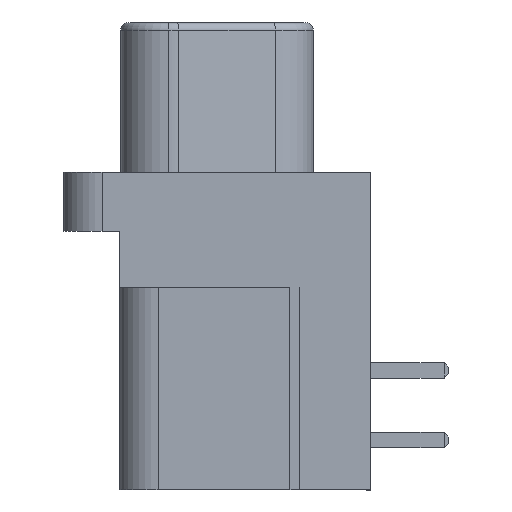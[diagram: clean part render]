
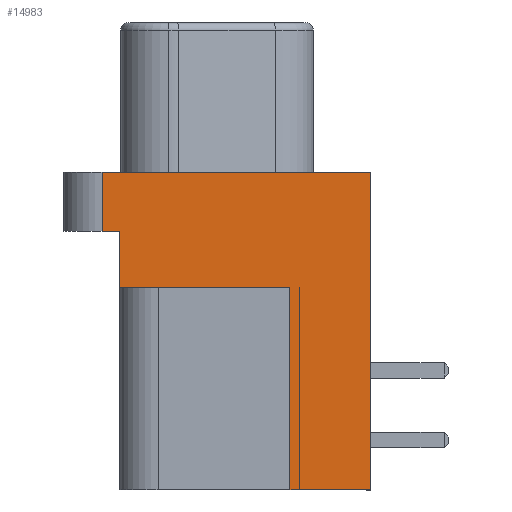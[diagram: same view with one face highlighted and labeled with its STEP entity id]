
A CAD part, left-side view. The second image highlights one B-rep face of the part: STEP entity #14983.
In plain terms, the highlighted planar face has unit normal (-1, 0, 0).
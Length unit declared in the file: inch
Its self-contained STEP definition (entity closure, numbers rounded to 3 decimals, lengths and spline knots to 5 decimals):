
#88 = ORIENTED_EDGE ( 'NONE', *, *, #15927, .F. ) ;
#189 = CARTESIAN_POINT ( 'NONE',  ( 0., 0.13, -0.185 ) ) ;
#687 = VERTEX_POINT ( 'NONE', #12600 ) ;
#725 = CARTESIAN_POINT ( 'NONE',  ( 0., 0.4315, 0. ) ) ;
#947 = EDGE_CURVE ( 'NONE', #687, #12818, #12897, .T. ) ;
#1370 = ORIENTED_EDGE ( 'NONE', *, *, #947, .F. ) ;
#2277 = LINE ( 'NONE', #2278, #2279 ) ;
#2278 = CARTESIAN_POINT ( 'NONE',  ( 0., 0.404, -0.185 ) ) ;
#2279 = VECTOR ( 'NONE', #2280, 39.37008 ) ;
#2280 = DIRECTION ( 'NONE',  ( 0., 1., 0. ) ) ;
#2875 = CARTESIAN_POINT ( 'NONE',  ( 0., 0.114, -0.185 ) ) ;
#3741 = VERTEX_POINT ( 'NONE', #14754 ) ;
#5086 = LINE ( 'NONE', #5090, #5091 ) ;
#5090 = CARTESIAN_POINT ( 'NONE',  ( 0., 0., -0.51 ) ) ;
#5091 = VECTOR ( 'NONE', #5092, 39.37008 ) ;
#5092 = DIRECTION ( 'NONE',  ( 0., 0., 1. ) ) ;
#5339 = VERTEX_POINT ( 'NONE', #15682 ) ;
#5601 = EDGE_CURVE ( 'NONE', #6609, #5339, #15873, .T. ) ;
#5712 = CARTESIAN_POINT ( 'NONE',  ( 0., 0., -0.51 ) ) ;
#5853 = VERTEX_POINT ( 'NONE', #15988 ) ;
#5859 = LINE ( 'NONE', #5860, #5861 ) ;
#5860 = CARTESIAN_POINT ( 'NONE',  ( 0., 0.494, -0.51 ) ) ;
#5861 = VECTOR ( 'NONE', #5862, 39.37008 ) ;
#5862 = DIRECTION ( 'NONE',  ( 0., -1., 0. ) ) ;
#6097 = EDGE_CURVE ( 'NONE', #7350, #5853, #16100, .T. ) ;
#6508 = CARTESIAN_POINT ( 'NONE',  ( 0., 0.114, -0.51 ) ) ;
#6601 = LINE ( 'NONE', #6602, #6603 ) ;
#6602 = CARTESIAN_POINT ( 'NONE',  ( 0., 0.114, -0.185 ) ) ;
#6603 = VECTOR ( 'NONE', #6604, 39.37008 ) ;
#6604 = DIRECTION ( 'NONE',  ( 0., 0., -1. ) ) ;
#6609 = VERTEX_POINT ( 'NONE', #189 ) ;
#6686 = LINE ( 'NONE', #6687, #6688 ) ;
#6687 = CARTESIAN_POINT ( 'NONE',  ( 0., 0.115, -0.76844 ) ) ;
#6688 = VECTOR ( 'NONE', #6689, 39.37008 ) ;
#6689 = DIRECTION ( 'NONE',  ( 0., 0., 1. ) ) ;
#7350 = VERTEX_POINT ( 'NONE', #725 ) ;
#7597 = CARTESIAN_POINT ( 'NONE',  ( 0., 0.115, -0.51 ) ) ;
#7697 = CARTESIAN_POINT ( 'NONE',  ( 0., 0.4315, -0.095 ) ) ;
#7783 = LINE ( 'NONE', #7784, #7785 ) ;
#7784 = CARTESIAN_POINT ( 'NONE',  ( 0., 0.13, -0.51 ) ) ;
#7785 = VECTOR ( 'NONE', #7786, 39.37008 ) ;
#7786 = DIRECTION ( 'NONE',  ( 0., -1., 0. ) ) ;
#7831 = LINE ( 'NONE', #7832, #7833 ) ;
#7832 = CARTESIAN_POINT ( 'NONE',  ( 0., 0.4315, -0.51 ) ) ;
#7833 = VECTOR ( 'NONE', #7834, 39.37008 ) ;
#7834 = DIRECTION ( 'NONE',  ( 0., 0., -1. ) ) ;
#8446 = CARTESIAN_POINT ( 'NONE',  ( 0., 0.13, -0.51 ) ) ;
#8585 = LINE ( 'NONE', #8586, #8587 ) ;
#8586 = CARTESIAN_POINT ( 'NONE',  ( 0., 0.13, -0.76844 ) ) ;
#8587 = VECTOR ( 'NONE', #8588, 39.37008 ) ;
#8588 = DIRECTION ( 'NONE',  ( 0., 0., 1. ) ) ;
#9088 = FACE_OUTER_BOUND ( 'NONE', #14695, .T. ) ;
#9093 = PLANE ( 'NONE',  #9094 ) ;
#9094 = AXIS2_PLACEMENT_3D ( 'NONE', #9095, #9096, #9097 ) ;
#9095 = CARTESIAN_POINT ( 'NONE',  ( 0., 0.494, -0.51 ) ) ;
#9096 = DIRECTION ( 'NONE',  ( -1., 0., 0. ) ) ;
#9097 = DIRECTION ( 'NONE',  ( 0., -1., 0. ) ) ;
#9846 = EDGE_CURVE ( 'NONE', #10488, #3741, #2277, .T. ) ;
#10052 = LINE ( 'NONE', #10053, #10054 ) ;
#10053 = CARTESIAN_POINT ( 'NONE',  ( 0., 0.404, -0.51 ) ) ;
#10054 = VECTOR ( 'NONE', #10055, 39.37008 ) ;
#10055 = DIRECTION ( 'NONE',  ( 0., 0., 1. ) ) ;
#10488 = VERTEX_POINT ( 'NONE', #2875 ) ;
#11347 = EDGE_CURVE ( 'NONE', #11580, #5853, #5086, .T. ) ;
#11448 = ORIENTED_EDGE ( 'NONE', *, *, #11347, .T. ) ;
#11580 = VERTEX_POINT ( 'NONE', #5712 ) ;
#11649 = EDGE_CURVE ( 'NONE', #11905, #11580, #5859, .T. ) ;
#11755 = ORIENTED_EDGE ( 'NONE', *, *, #11649, .T. ) ;
#11905 = VERTEX_POINT ( 'NONE', #6508 ) ;
#11954 = EDGE_CURVE ( 'NONE', #10488, #11905, #6601, .T. ) ;
#11979 = EDGE_CURVE ( 'NONE', #12771, #3741, #6686, .T. ) ;
#12061 = ORIENTED_EDGE ( 'NONE', *, *, #11954, .T. ) ;
#12092 = ORIENTED_EDGE ( 'NONE', *, *, #11979, .T. ) ;
#12405 = ORIENTED_EDGE ( 'NONE', *, *, #9846, .F. ) ;
#12600 = CARTESIAN_POINT ( 'NONE',  ( 0., 0.404, -0.095 ) ) ;
#12771 = VERTEX_POINT ( 'NONE', #7597 ) ;
#12818 = VERTEX_POINT ( 'NONE', #7697 ) ;
#12897 = LINE ( 'NONE', #12898, #12899 ) ;
#12898 = CARTESIAN_POINT ( 'NONE',  ( 0., 0.494, -0.095 ) ) ;
#12899 = VECTOR ( 'NONE', #12900, 39.37008 ) ;
#12900 = DIRECTION ( 'NONE',  ( 0., 1., 0. ) ) ;
#13036 = EDGE_CURVE ( 'NONE', #14061, #12771, #7783, .T. ) ;
#13078 = EDGE_CURVE ( 'NONE', #7350, #12818, #7831, .T. ) ;
#13475 = ORIENTED_EDGE ( 'NONE', *, *, #13036, .T. ) ;
#13522 = ORIENTED_EDGE ( 'NONE', *, *, #13078, .T. ) ;
#14061 = VERTEX_POINT ( 'NONE', #8446 ) ;
#14102 = ORIENTED_EDGE ( 'NONE', *, *, #6097, .F. ) ;
#14320 = EDGE_CURVE ( 'NONE', #14061, #6609, #8585, .T. ) ;
#14695 = EDGE_LOOP ( 'NONE', ( #14102, #13522, #1370, #88, #15340, #14745, #13475, #12092, #12405, #12061, #11755, #11448 ) ) ;
#14745 = ORIENTED_EDGE ( 'NONE', *, *, #14320, .F. ) ;
#14754 = CARTESIAN_POINT ( 'NONE',  ( 0., 0.115, -0.185 ) ) ;
#14983 = ADVANCED_FACE ( 'NONE', ( #9088 ), #9093, .T. ) ;
#15340 = ORIENTED_EDGE ( 'NONE', *, *, #5601, .F. ) ;
#15682 = CARTESIAN_POINT ( 'NONE',  ( 0., 0.404, -0.185 ) ) ;
#15873 = LINE ( 'NONE', #15874, #15875 ) ;
#15874 = CARTESIAN_POINT ( 'NONE',  ( 0., 0.404, -0.185 ) ) ;
#15875 = VECTOR ( 'NONE', #15876, 39.37008 ) ;
#15876 = DIRECTION ( 'NONE',  ( 0., 1., 0. ) ) ;
#15927 = EDGE_CURVE ( 'NONE', #5339, #687, #10052, .T. ) ;
#15988 = CARTESIAN_POINT ( 'NONE',  ( 0., 0., 0. ) ) ;
#16100 = LINE ( 'NONE', #16101, #16105 ) ;
#16101 = CARTESIAN_POINT ( 'NONE',  ( 0., 0.494, 0. ) ) ;
#16105 = VECTOR ( 'NONE', #16106, 39.37008 ) ;
#16106 = DIRECTION ( 'NONE',  ( 0., -1., 0. ) ) ;
